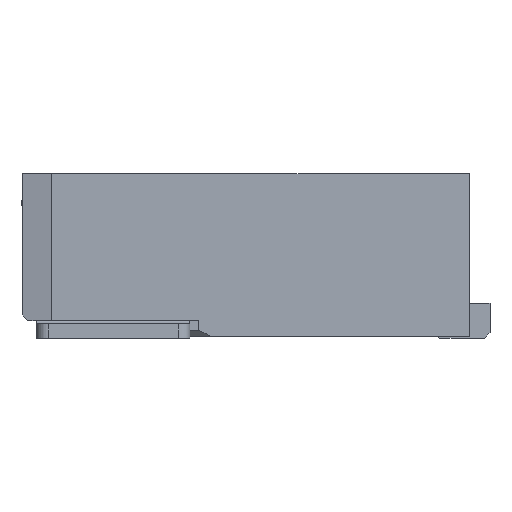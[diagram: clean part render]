
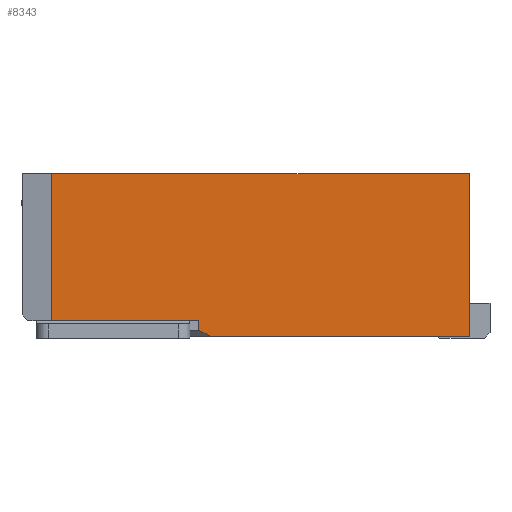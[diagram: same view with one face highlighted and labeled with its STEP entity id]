
A CAD part, left-side view. The second image highlights one B-rep face of the part: STEP entity #8343.
In plain terms, the highlighted planar face has unit normal (-1, 0, 0).
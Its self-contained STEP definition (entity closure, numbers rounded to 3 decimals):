
#219 = LINE ( 'NONE', #9891, #10822 ) ;
#730 = VECTOR ( 'NONE', #7588, 1000. ) ;
#788 = CARTESIAN_POINT ( 'NONE',  ( -3.975, 1.65, -1.02 ) ) ;
#1017 = EDGE_CURVE ( 'NONE', #7522, #11700, #2729, .T. ) ;
#1148 = DIRECTION ( 'NONE',  ( 0., -0.894, -0.447 ) ) ;
#1416 = DIRECTION ( 'NONE',  ( 0., 0., -1. ) ) ;
#1652 = ORIENTED_EDGE ( 'NONE', *, *, #5329, .F. ) ;
#1809 = CARTESIAN_POINT ( 'NONE',  ( -3.975, -5.45, -1.28 ) ) ;
#1828 = DIRECTION ( 'NONE',  ( 0., -1., 0. ) ) ;
#2232 = CARTESIAN_POINT ( 'NONE',  ( -3.975, -5.45, -1.28 ) ) ;
#2394 = VECTOR ( 'NONE', #1828, 1000. ) ;
#2677 = CARTESIAN_POINT ( 'NONE',  ( -3.975, -5.45, 1.48 ) ) ;
#2729 = LINE ( 'NONE', #788, #7083 ) ;
#2785 = VERTEX_POINT ( 'NONE', #5600 ) ;
#3086 = CARTESIAN_POINT ( 'NONE',  ( -3.975, -0.85, -1.28 ) ) ;
#3312 = VERTEX_POINT ( 'NONE', #4115 ) ;
#3360 = LINE ( 'NONE', #4595, #6542 ) ;
#3529 = CARTESIAN_POINT ( 'NONE',  ( -3.975, -0.85, -1.18 ) ) ;
#3609 = CARTESIAN_POINT ( 'NONE',  ( -3.975, -0.85, -1.02 ) ) ;
#3897 = CARTESIAN_POINT ( 'NONE',  ( -3.975, 1.65, -1.28 ) ) ;
#3992 = EDGE_LOOP ( 'NONE', ( #8243, #7216, #8143, #9012, #6273, #9678, #1652 ) ) ;
#4045 = LINE ( 'NONE', #3086, #12738 ) ;
#4115 = CARTESIAN_POINT ( 'NONE',  ( -3.975, -1.05, -1.28 ) ) ;
#4187 = VERTEX_POINT ( 'NONE', #2677 ) ;
#4314 = EDGE_CURVE ( 'NONE', #2785, #7522, #219, .T. ) ;
#4595 = CARTESIAN_POINT ( 'NONE',  ( -3.975, -0.85, -1.18 ) ) ;
#5023 = EDGE_CURVE ( 'NONE', #11700, #9284, #4045, .T. ) ;
#5329 = EDGE_CURVE ( 'NONE', #2785, #4187, #6970, .T. ) ;
#5600 = CARTESIAN_POINT ( 'NONE',  ( -3.975, 1.65, 1.48 ) ) ;
#5856 = CARTESIAN_POINT ( 'NONE',  ( -3.975, 1.65, 1.48 ) ) ;
#6273 = ORIENTED_EDGE ( 'NONE', *, *, #6375, .T. ) ;
#6375 = EDGE_CURVE ( 'NONE', #3312, #12599, #13451, .T. ) ;
#6542 = VECTOR ( 'NONE', #1148, 1000. ) ;
#6970 = LINE ( 'NONE', #5856, #2394 ) ;
#7083 = VECTOR ( 'NONE', #12186, 1000. ) ;
#7158 = AXIS2_PLACEMENT_3D ( 'NONE', #3897, #9057, #13292 ) ;
#7216 = ORIENTED_EDGE ( 'NONE', *, *, #1017, .T. ) ;
#7522 = VERTEX_POINT ( 'NONE', #7676 ) ;
#7588 = DIRECTION ( 'NONE',  ( 0., 0., -1. ) ) ;
#7676 = CARTESIAN_POINT ( 'NONE',  ( -3.975, 1.65, -1.02 ) ) ;
#7917 = PLANE ( 'NONE',  #7158 ) ;
#8143 = ORIENTED_EDGE ( 'NONE', *, *, #5023, .T. ) ;
#8204 = DIRECTION ( 'NONE',  ( 0., -1., 0. ) ) ;
#8243 = ORIENTED_EDGE ( 'NONE', *, *, #4314, .T. ) ;
#8277 = CARTESIAN_POINT ( 'NONE',  ( -3.975, 1.65, -1.28 ) ) ;
#8288 = EDGE_CURVE ( 'NONE', #4187, #12599, #9609, .T. ) ;
#8343 = ADVANCED_FACE ( 'NONE', ( #9948 ), #7917, .T. ) ;
#9012 = ORIENTED_EDGE ( 'NONE', *, *, #11891, .T. ) ;
#9057 = DIRECTION ( 'NONE',  ( -1., 0., 0. ) ) ;
#9284 = VERTEX_POINT ( 'NONE', #3529 ) ;
#9348 = VECTOR ( 'NONE', #8204, 1000. ) ;
#9609 = LINE ( 'NONE', #2232, #730 ) ;
#9678 = ORIENTED_EDGE ( 'NONE', *, *, #8288, .F. ) ;
#9891 = CARTESIAN_POINT ( 'NONE',  ( -3.975, 1.65, -1.28 ) ) ;
#9948 = FACE_OUTER_BOUND ( 'NONE', #3992, .T. ) ;
#10822 = VECTOR ( 'NONE', #1416, 1000. ) ;
#11633 = DIRECTION ( 'NONE',  ( 0., 0., -1. ) ) ;
#11700 = VERTEX_POINT ( 'NONE', #3609 ) ;
#11891 = EDGE_CURVE ( 'NONE', #9284, #3312, #3360, .T. ) ;
#12186 = DIRECTION ( 'NONE',  ( 0., -1., 0. ) ) ;
#12599 = VERTEX_POINT ( 'NONE', #1809 ) ;
#12738 = VECTOR ( 'NONE', #11633, 1000. ) ;
#13292 = DIRECTION ( 'NONE',  ( 0., 0., 1. ) ) ;
#13451 = LINE ( 'NONE', #8277, #9348 ) ;
